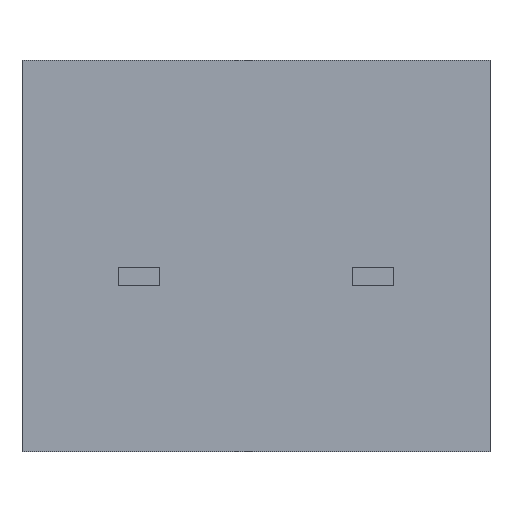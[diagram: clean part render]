
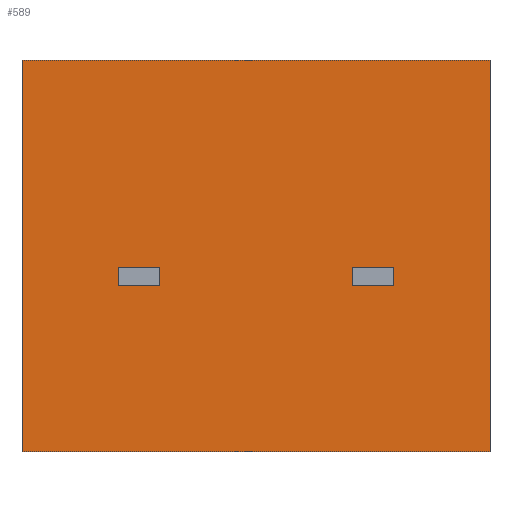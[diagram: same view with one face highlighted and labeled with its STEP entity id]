
A CAD part, front view. The second image highlights one B-rep face of the part: STEP entity #589.
In plain terms, the highlighted planar face has unit normal (0, -1, 0).
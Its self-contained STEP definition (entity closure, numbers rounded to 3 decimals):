
#12 = CARTESIAN_POINT ( 'NONE',  ( 15.24, 0., -4.25 ) ) ;
#13 = LINE ( 'NONE', #20, #1003 ) ;
#20 = CARTESIAN_POINT ( 'NONE',  ( 15.24, 0., 4.25 ) ) ;
#44 = CARTESIAN_POINT ( 'NONE',  ( 15.24, 0., -4.25 ) ) ;
#74 = EDGE_CURVE ( 'NONE', #425, #327, #1120, .T. ) ;
#104 = LINE ( 'NONE', #12, #408 ) ;
#116 = FACE_OUTER_BOUND ( 'NONE', #315, .T. ) ;
#164 = EDGE_CURVE ( 'NONE', #847, #425, #13, .T. ) ;
#188 = CARTESIAN_POINT ( 'NONE',  ( 15.24, 0., -4.25 ) ) ;
#190 = EDGE_CURVE ( 'NONE', #847, #832, #694, .T. ) ;
#205 = DIRECTION ( 'NONE',  ( 0., 0., -1. ) ) ;
#315 = EDGE_LOOP ( 'NONE', ( #472, #1046, #614, #332 ) ) ;
#327 = VERTEX_POINT ( 'NONE', #1104 ) ;
#332 = ORIENTED_EDGE ( 'NONE', *, *, #164, .T. ) ;
#408 = VECTOR ( 'NONE', #576, 1000. ) ;
#415 = DIRECTION ( 'NONE',  ( 0., 0., 1. ) ) ;
#421 = CARTESIAN_POINT ( 'NONE',  ( 15.24, 0., -4.25 ) ) ;
#425 = VERTEX_POINT ( 'NONE', #1117 ) ;
#472 = ORIENTED_EDGE ( 'NONE', *, *, #74, .T. ) ;
#516 = VECTOR ( 'NONE', #1025, 1000. ) ;
#561 = EDGE_CURVE ( 'NONE', #832, #327, #104, .T. ) ;
#568 = AXIS2_PLACEMENT_3D ( 'NONE', #421, #796, #415 ) ;
#576 = DIRECTION ( 'NONE',  ( -1., 0., 0. ) ) ;
#589 = ADVANCED_FACE ( 'NONE', ( #116 ), #910, .F. ) ;
#613 = CARTESIAN_POINT ( 'NONE',  ( 15.24, 0., 4.25 ) ) ;
#614 = ORIENTED_EDGE ( 'NONE', *, *, #190, .F. ) ;
#694 = LINE ( 'NONE', #188, #1167 ) ;
#777 = DIRECTION ( 'NONE',  ( -1., 0., 0. ) ) ;
#796 = DIRECTION ( 'NONE',  ( 0., 1., 0. ) ) ;
#832 = VERTEX_POINT ( 'NONE', #44 ) ;
#847 = VERTEX_POINT ( 'NONE', #613 ) ;
#910 = PLANE ( 'NONE',  #568 ) ;
#1003 = VECTOR ( 'NONE', #777, 1000. ) ;
#1025 = DIRECTION ( 'NONE',  ( 0., 0., -1. ) ) ;
#1046 = ORIENTED_EDGE ( 'NONE', *, *, #561, .F. ) ;
#1104 = CARTESIAN_POINT ( 'NONE',  ( 5.08, 0., -4.25 ) ) ;
#1117 = CARTESIAN_POINT ( 'NONE',  ( 5.08, 0., 4.25 ) ) ;
#1120 = LINE ( 'NONE', #1213, #516 ) ;
#1167 = VECTOR ( 'NONE', #205, 1000. ) ;
#1213 = CARTESIAN_POINT ( 'NONE',  ( 5.08, 0., -4.25 ) ) ;
